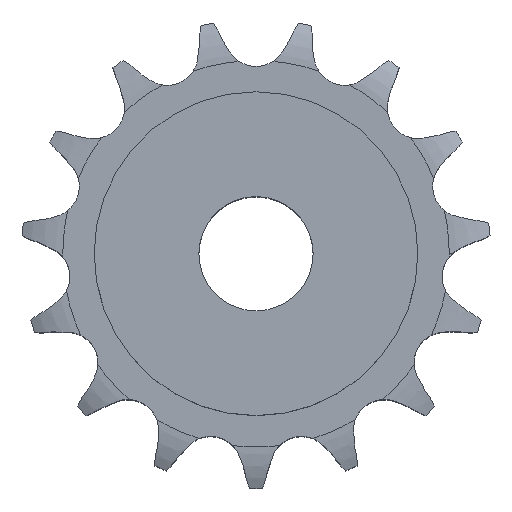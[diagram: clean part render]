
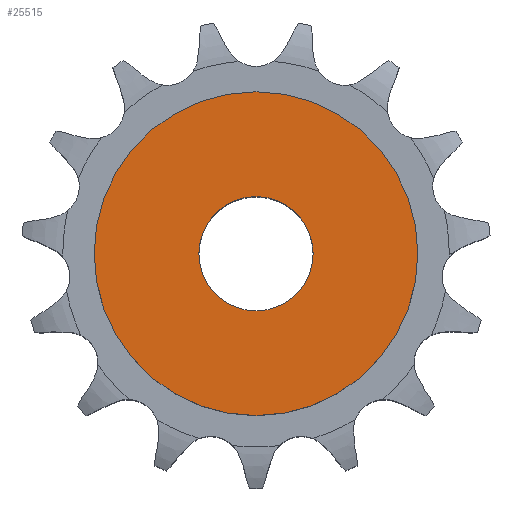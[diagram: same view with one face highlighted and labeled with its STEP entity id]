
A CAD part, top view. The second image highlights one B-rep face of the part: STEP entity #25515.
In plain terms, the highlighted planar face has unit normal (0, 0, 1).
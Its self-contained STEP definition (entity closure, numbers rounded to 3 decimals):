
#13708 = CYLINDRICAL_SURFACE('',#13709,6.);
#13709 = AXIS2_PLACEMENT_3D('',#13710,#13711,#13712);
#13710 = CARTESIAN_POINT('',(0.,0.,86.306));
#13711 = DIRECTION('',(0.,0.,1.));
#13712 = DIRECTION('',(1.,0.,0.));
#17493 = EDGE_CURVE('',#17494,#17494,#17496,.T.);
#17494 = VERTEX_POINT('',#17495);
#17495 = CARTESIAN_POINT('',(6.,0.,35.));
#17496 = SURFACE_CURVE('',#17497,(#17502,#17509),.PCURVE_S1.);
#17497 = CIRCLE('',#17498,6.);
#17498 = AXIS2_PLACEMENT_3D('',#17499,#17500,#17501);
#17499 = CARTESIAN_POINT('',(0.,0.,35.));
#17500 = DIRECTION('',(0.,0.,1.));
#17501 = DIRECTION('',(1.,0.,0.));
#17502 = PCURVE('',#13708,#17503);
#17503 = DEFINITIONAL_REPRESENTATION('',(#17504),#17508);
#17504 = LINE('',#17505,#17506);
#17505 = CARTESIAN_POINT('',(0.,-51.306));
#17506 = VECTOR('',#17507,1.);
#17507 = DIRECTION('',(1.,0.));
#17508 = ( GEOMETRIC_REPRESENTATION_CONTEXT(2) 
PARAMETRIC_REPRESENTATION_CONTEXT() REPRESENTATION_CONTEXT('2D SPACE',''
  ) );
#17509 = PCURVE('',#17510,#17515);
#17510 = PLANE('',#17511);
#17511 = AXIS2_PLACEMENT_3D('',#17512,#17513,#17514);
#17512 = CARTESIAN_POINT('',(0.,0.,35.)
  );
#17513 = DIRECTION('',(0.,0.,1.));
#17514 = DIRECTION('',(1.,0.,0.));
#17515 = DEFINITIONAL_REPRESENTATION('',(#17516),#17520);
#17516 = CIRCLE('',#17517,6.);
#17517 = AXIS2_PLACEMENT_2D('',#17518,#17519);
#17518 = CARTESIAN_POINT('',(0.,0.));
#17519 = DIRECTION('',(1.,0.));
#17520 = ( GEOMETRIC_REPRESENTATION_CONTEXT(2) 
PARAMETRIC_REPRESENTATION_CONTEXT() REPRESENTATION_CONTEXT('2D SPACE',''
  ) );
#25515 = ADVANCED_FACE('',(#25516,#25547),#17510,.T.);
#25516 = FACE_BOUND('',#25517,.T.);
#25517 = EDGE_LOOP('',(#25518));
#25518 = ORIENTED_EDGE('',*,*,#25519,.T.);
#25519 = EDGE_CURVE('',#25520,#25520,#25522,.T.);
#25520 = VERTEX_POINT('',#25521);
#25521 = CARTESIAN_POINT('',(17.,0.,35.));
#25522 = SURFACE_CURVE('',#25523,(#25528,#25535),.PCURVE_S1.);
#25523 = CIRCLE('',#25524,17.);
#25524 = AXIS2_PLACEMENT_3D('',#25525,#25526,#25527);
#25525 = CARTESIAN_POINT('',(0.,0.,35.));
#25526 = DIRECTION('',(0.,0.,1.));
#25527 = DIRECTION('',(1.,0.,0.));
#25528 = PCURVE('',#17510,#25529);
#25529 = DEFINITIONAL_REPRESENTATION('',(#25530),#25534);
#25530 = CIRCLE('',#25531,17.);
#25531 = AXIS2_PLACEMENT_2D('',#25532,#25533);
#25532 = CARTESIAN_POINT('',(0.,0.));
#25533 = DIRECTION('',(1.,0.));
#25534 = ( GEOMETRIC_REPRESENTATION_CONTEXT(2) 
PARAMETRIC_REPRESENTATION_CONTEXT() REPRESENTATION_CONTEXT('2D SPACE',''
  ) );
#25535 = PCURVE('',#25536,#25541);
#25536 = CYLINDRICAL_SURFACE('',#25537,17.);
#25537 = AXIS2_PLACEMENT_3D('',#25538,#25539,#25540);
#25538 = CARTESIAN_POINT('',(0.,0.,0.));
#25539 = DIRECTION('',(-0.,-0.,-1.));
#25540 = DIRECTION('',(1.,0.,0.));
#25541 = DEFINITIONAL_REPRESENTATION('',(#25542),#25546);
#25542 = LINE('',#25543,#25544);
#25543 = CARTESIAN_POINT('',(-0.,-35.));
#25544 = VECTOR('',#25545,1.);
#25545 = DIRECTION('',(-1.,0.));
#25546 = ( GEOMETRIC_REPRESENTATION_CONTEXT(2) 
PARAMETRIC_REPRESENTATION_CONTEXT() REPRESENTATION_CONTEXT('2D SPACE',''
  ) );
#25547 = FACE_BOUND('',#25548,.T.);
#25548 = EDGE_LOOP('',(#25549));
#25549 = ORIENTED_EDGE('',*,*,#17493,.F.);
